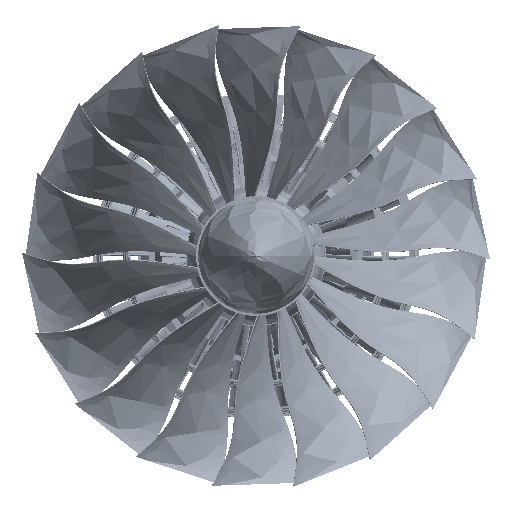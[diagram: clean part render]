
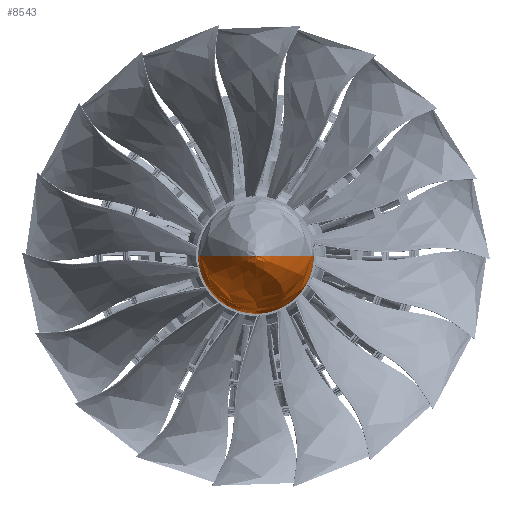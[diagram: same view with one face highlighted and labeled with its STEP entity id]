
A CAD part, left-side view. The second image highlights one B-rep face of the part: STEP entity #8543.
In plain terms, the highlighted free-form (B-spline) face has degree [3, 3] with [4, 4] control points.
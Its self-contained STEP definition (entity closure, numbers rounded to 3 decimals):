
#8543 = ADVANCED_FACE('',(#8544),#8580,.T.);
#8544 = FACE_BOUND('',#8545,.T.);
#8545 = EDGE_LOOP('',(#8546,#8556,#8565,#8574));
#8546 = ORIENTED_EDGE('',*,*,#8547,.F.);
#8547 = EDGE_CURVE('',#8548,#8550,#8552,.T.);
#8548 = VERTEX_POINT('',#8549);
#8549 = CARTESIAN_POINT('',(-155.454,-75.264,
    0.));
#8550 = VERTEX_POINT('',#8551);
#8551 = CARTESIAN_POINT('',(-155.454,0.,
    -75.264));
#8552 = ( BOUNDED_CURVE() B_SPLINE_CURVE(2,(#8553,#8554,#8555),
.UNSPECIFIED.,.F.,.F.) B_SPLINE_CURVE_WITH_KNOTS((3,3),(4.712,
6.283),.PIECEWISE_BEZIER_KNOTS.) CURVE() 
GEOMETRIC_REPRESENTATION_ITEM() RATIONAL_B_SPLINE_CURVE((1.,
0.707,1.)) REPRESENTATION_ITEM('') );
#8553 = CARTESIAN_POINT('',(-155.454,-75.264,
    0.));
#8554 = CARTESIAN_POINT('',(-155.454,-75.264,
    -75.264));
#8555 = CARTESIAN_POINT('',(-155.454,0.,
    -75.264));
#8556 = ORIENTED_EDGE('',*,*,#8557,.T.);
#8557 = EDGE_CURVE('',#8548,#8558,#8560,.T.);
#8558 = VERTEX_POINT('',#8559);
#8559 = CARTESIAN_POINT('',(-284.435,0.,
    0.));
#8560 = B_SPLINE_CURVE_WITH_KNOTS('',3,(#8561,#8562,#8563,#8564),
  .UNSPECIFIED.,.F.,.F.,(4,4),(0.,1.),.PIECEWISE_BEZIER_KNOTS.);
#8561 = CARTESIAN_POINT('',(-155.454,-75.264,
    0.));
#8562 = CARTESIAN_POINT('',(-179.522,-75.264,
    0.));
#8563 = CARTESIAN_POINT('',(-284.435,-21.066,
    0.));
#8564 = CARTESIAN_POINT('',(-284.435,0.,
    0.));
#8565 = ORIENTED_EDGE('',*,*,#8566,.F.);
#8566 = EDGE_CURVE('',#8567,#8558,#8569,.T.);
#8567 = VERTEX_POINT('',#8568);
#8568 = CARTESIAN_POINT('',(-155.454,75.264,
    0.));
#8569 = B_SPLINE_CURVE_WITH_KNOTS('',3,(#8570,#8571,#8572,#8573),
  .UNSPECIFIED.,.F.,.F.,(4,4),(0.,1.),.PIECEWISE_BEZIER_KNOTS.);
#8570 = CARTESIAN_POINT('',(-155.454,75.264,
    0.));
#8571 = CARTESIAN_POINT('',(-179.522,75.264,
    0.));
#8572 = CARTESIAN_POINT('',(-284.435,21.066,
    0.));
#8573 = CARTESIAN_POINT('',(-284.435,0.,
    0.));
#8574 = ORIENTED_EDGE('',*,*,#8575,.F.);
#8575 = EDGE_CURVE('',#8550,#8567,#8576,.T.);
#8576 = ( BOUNDED_CURVE() B_SPLINE_CURVE(2,(#8577,#8578,#8579),
.UNSPECIFIED.,.F.,.F.) B_SPLINE_CURVE_WITH_KNOTS((3,3),(0.,
1.571),.PIECEWISE_BEZIER_KNOTS.) CURVE() 
GEOMETRIC_REPRESENTATION_ITEM() RATIONAL_B_SPLINE_CURVE((1.,
0.707,1.)) REPRESENTATION_ITEM('') );
#8577 = CARTESIAN_POINT('',(-155.454,0.,
    -75.264));
#8578 = CARTESIAN_POINT('',(-155.454,75.264,
    -75.264));
#8579 = CARTESIAN_POINT('',(-155.454,75.264,
    0.));
#8580 = ( BOUNDED_SURFACE() B_SPLINE_SURFACE(3,3,(
    (#8581,#8582,#8583,#8584)
    ,(#8585,#8586,#8587,#8588)
    ,(#8589,#8590,#8591,#8592)
    ,(#8593,#8594,#8595,#8596
)),.UNSPECIFIED.,.F.,.F.,.F.) B_SPLINE_SURFACE_WITH_KNOTS((4,4),(4,4),(
    0.,1.),(0.,1.),.PIECEWISE_BEZIER_KNOTS.) 
GEOMETRIC_REPRESENTATION_ITEM() RATIONAL_B_SPLINE_SURFACE((
    (1.,0.333,0.333,1.)
    ,(1.,0.333,0.333,1.)
    ,(1.,0.333,0.333,1.)
,(1.,0.333,0.333,1.
))) REPRESENTATION_ITEM('') SURFACE() );
#8581 = CARTESIAN_POINT('',(-155.454,-75.264,
    0.));
#8582 = CARTESIAN_POINT('',(-155.454,-75.264,
    -150.528));
#8583 = CARTESIAN_POINT('',(-155.454,75.264,
    -150.528));
#8584 = CARTESIAN_POINT('',(-155.454,75.264,
    0.));
#8585 = CARTESIAN_POINT('',(-179.522,-75.264,
    0.));
#8586 = CARTESIAN_POINT('',(-179.522,-75.264,
    -150.528));
#8587 = CARTESIAN_POINT('',(-179.522,75.264,
    -150.528));
#8588 = CARTESIAN_POINT('',(-179.522,75.264,
    0.));
#8589 = CARTESIAN_POINT('',(-284.435,-21.066,
    0.));
#8590 = CARTESIAN_POINT('',(-284.435,-21.066,
    -42.131));
#8591 = CARTESIAN_POINT('',(-284.435,21.066,
    -42.131));
#8592 = CARTESIAN_POINT('',(-284.435,21.066,
    0.));
#8593 = CARTESIAN_POINT('',(-284.435,0.,
    0.));
#8594 = CARTESIAN_POINT('',(-284.435,0.,
    0.));
#8595 = CARTESIAN_POINT('',(-284.435,0.,
    0.));
#8596 = CARTESIAN_POINT('',(-284.435,0.,
    0.));
